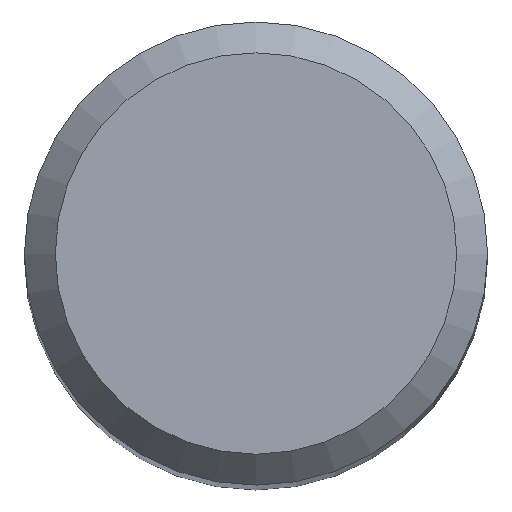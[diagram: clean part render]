
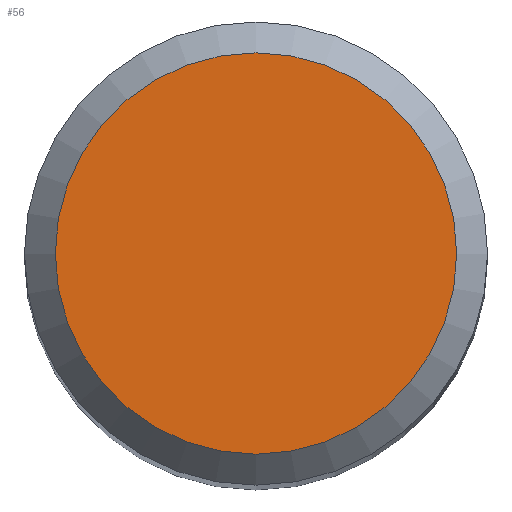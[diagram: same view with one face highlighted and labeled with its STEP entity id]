
A CAD part, top view. The second image highlights one B-rep face of the part: STEP entity #56.
In plain terms, the highlighted planar face has unit normal (0, 0, 1).
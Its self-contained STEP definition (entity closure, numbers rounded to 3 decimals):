
#42=PLANE('',#186);
#46=FACE_OUTER_BOUND('',#84,.T.);
#56=ADVANCED_FACE('',(#46),#42,.F.);
#84=EDGE_LOOP('',(#100));
#100=ORIENTED_EDGE('',*,*,#122,.T.);
#114=VERTEX_POINT('',#272);
#122=EDGE_CURVE('',#114,#114,#130,.T.);
#130=CIRCLE('',#185,2.6);
#185=AXIS2_PLACEMENT_3D('',#271,#218,#219);
#186=AXIS2_PLACEMENT_3D('',#273,#220,#221);
#218=DIRECTION('',(0.,0.,1.));
#219=DIRECTION('',(-1.,0.,0.));
#220=DIRECTION('',(0.,0.,-1.));
#221=DIRECTION('',(-1.,0.,0.));
#271=CARTESIAN_POINT('',(0.,0.,0.));
#272=CARTESIAN_POINT('',(-2.6,0.,0.));
#273=CARTESIAN_POINT('',(0.,3.,0.));
